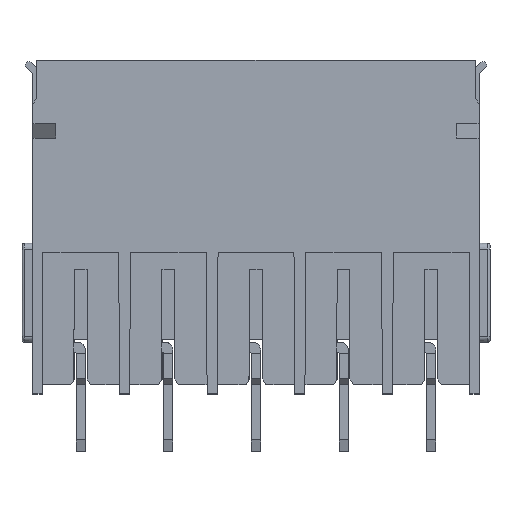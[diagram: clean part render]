
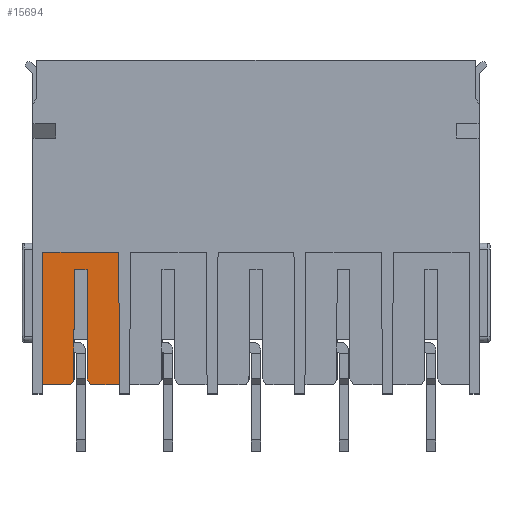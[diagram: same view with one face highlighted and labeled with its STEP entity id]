
A CAD part, top view. The second image highlights one B-rep face of the part: STEP entity #15694.
In plain terms, the highlighted free-form (B-spline) face has degree [1, 1] with [2, 2] control points.
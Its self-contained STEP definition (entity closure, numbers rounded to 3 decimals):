
#2303=CARTESIAN_POINT('',(-3.363,0.8,-1.113));
#2304=VERTEX_POINT('',#2303);
#2310=CARTESIAN_POINT('',(-3.303,12.3,-1.053));
#2311=VERTEX_POINT('',#2310);
#2312=CARTESIAN_POINT('',(-3.363,0.8,-1.113));
#2313=CARTESIAN_POINT('',(-3.303,12.3,-1.053));
#2314=B_SPLINE_CURVE_WITH_KNOTS('',1,(#2312,#2313),.POLYLINE_FORM.,.F.,.U.,(2,2),(0.,1.),.UNSPECIFIED.);
#2315=EDGE_CURVE('',#2304,#2311,#2314,.T.);
#13559=CARTESIAN_POINT('',(3.303,12.3,-1.053));
#13560=VERTEX_POINT('',#13559);
#13566=CARTESIAN_POINT('',(3.363,0.8,-1.113));
#13567=VERTEX_POINT('',#13566);
#13568=CARTESIAN_POINT('',(3.303,12.3,-1.053));
#13569=CARTESIAN_POINT('',(3.363,0.8,-1.113));
#13570=B_SPLINE_CURVE_WITH_KNOTS('',1,(#13568,#13569),.POLYLINE_FORM.,.F.,.U.,(2,2),(0.,1.),.UNSPECIFIED.);
#13571=EDGE_CURVE('',#13560,#13567,#13570,.T.);
#15446=CARTESIAN_POINT('',(-0.85,0.8,-1.113));
#15447=VERTEX_POINT('',#15446);
#15453=CARTESIAN_POINT('',(-0.85,0.8,-1.113));
#15454=CARTESIAN_POINT('',(-3.363,0.8,-1.113));
#15455=B_SPLINE_CURVE_WITH_KNOTS('',1,(#15453,#15454),.POLYLINE_FORM.,.F.,.U.,(2,2),(0.,1.),.UNSPECIFIED.);
#15456=EDGE_CURVE('',#15447,#2304,#15455,.T.);
#15539=CARTESIAN_POINT('',(-0.611,1.199,-1.111));
#15540=VERTEX_POINT('',#15539);
#15541=CARTESIAN_POINT('',(-0.611,1.199,-1.111));
#15542=CARTESIAN_POINT('',(-0.85,0.8,-1.113));
#15543=B_SPLINE_CURVE_WITH_KNOTS('',1,(#15541,#15542),.POLYLINE_FORM.,.F.,.U.,(2,2),(0.,1.),.UNSPECIFIED.);
#15544=EDGE_CURVE('',#15540,#15447,#15543,.T.);
#15583=CARTESIAN_POINT('',(-0.56,10.8,-1.06));
#15584=VERTEX_POINT('',#15583);
#15590=CARTESIAN_POINT('',(-0.56,10.8,-1.06));
#15591=CARTESIAN_POINT('',(-0.611,1.199,-1.111));
#15592=B_SPLINE_CURVE_WITH_KNOTS('',1,(#15590,#15591),.POLYLINE_FORM.,.F.,.U.,(2,2),(0.,1.),.UNSPECIFIED.);
#15593=EDGE_CURVE('',#15584,#15540,#15592,.T.);
#15651=CARTESIAN_POINT('',(23.69,33.19,-0.943));
#15652=CARTESIAN_POINT('',(23.69,-7.59,-1.157));
#15653=CARTESIAN_POINT('',(-17.09,33.19,-0.943));
#15654=CARTESIAN_POINT('',(-17.09,-7.59,-1.157));
#15655=B_SPLINE_SURFACE_WITH_KNOTS('',1,1,((#15651,#15652),(#15653,#15654)),.PLANE_SURF.,.F.,.F.,.U.,(2,2),(2,2),(0.,1.),(0.,1.),.UNSPECIFIED.);
#15656=ORIENTED_EDGE('',*,*,#15544,.F.);
#15657=ORIENTED_EDGE('',*,*,#15593,.F.);
#15658=CARTESIAN_POINT('',(0.55,10.8,-1.06));
#15659=VERTEX_POINT('',#15658);
#15660=CARTESIAN_POINT('',(-0.56,10.8,-1.06));
#15661=CARTESIAN_POINT('',(0.55,10.8,-1.06));
#15662=B_SPLINE_CURVE_WITH_KNOTS('',1,(#15660,#15661),.POLYLINE_FORM.,.F.,.U.,(2,2),(0.,1.),.UNSPECIFIED.);
#15663=EDGE_CURVE('',#15584,#15659,#15662,.T.);
#15664=ORIENTED_EDGE('',*,*,#15663,.T.);
#15665=CARTESIAN_POINT('',(0.55,1.3,-1.11));
#15666=VERTEX_POINT('',#15665);
#15667=CARTESIAN_POINT('',(0.55,10.8,-1.06));
#15668=CARTESIAN_POINT('',(0.55,1.3,-1.11));
#15669=B_SPLINE_CURVE_WITH_KNOTS('',1,(#15667,#15668),.POLYLINE_FORM.,.F.,.U.,(2,2),(0.,1.),.UNSPECIFIED.);
#15670=EDGE_CURVE('',#15659,#15666,#15669,.T.);
#15671=ORIENTED_EDGE('',*,*,#15670,.T.);
#15672=CARTESIAN_POINT('',(0.85,0.8,-1.113));
#15673=VERTEX_POINT('',#15672);
#15674=CARTESIAN_POINT('',(0.55,1.3,-1.11));
#15675=CARTESIAN_POINT('',(0.85,0.8,-1.113));
#15676=B_SPLINE_CURVE_WITH_KNOTS('',1,(#15674,#15675),.POLYLINE_FORM.,.F.,.U.,(2,2),(0.,1.),.UNSPECIFIED.);
#15677=EDGE_CURVE('',#15666,#15673,#15676,.T.);
#15678=ORIENTED_EDGE('',*,*,#15677,.T.);
#15679=CARTESIAN_POINT('',(0.85,0.8,-1.113));
#15680=CARTESIAN_POINT('',(3.363,0.8,-1.113));
#15681=B_SPLINE_CURVE_WITH_KNOTS('',1,(#15679,#15680),.POLYLINE_FORM.,.F.,.U.,(2,2),(0.,1.),.UNSPECIFIED.);
#15682=EDGE_CURVE('',#15673,#13567,#15681,.T.);
#15683=ORIENTED_EDGE('',*,*,#15682,.T.);
#15684=ORIENTED_EDGE('',*,*,#13571,.F.);
#15685=CARTESIAN_POINT('',(3.303,12.3,-1.053));
#15686=CARTESIAN_POINT('',(-3.303,12.3,-1.053));
#15687=B_SPLINE_CURVE_WITH_KNOTS('',1,(#15685,#15686),.POLYLINE_FORM.,.F.,.U.,(2,2),(0.,1.),.UNSPECIFIED.);
#15688=EDGE_CURVE('',#13560,#2311,#15687,.T.);
#15689=ORIENTED_EDGE('',*,*,#15688,.T.);
#15690=ORIENTED_EDGE('',*,*,#2315,.F.);
#15691=ORIENTED_EDGE('',*,*,#15456,.F.);
#15692=EDGE_LOOP('',(#15656,#15657,#15664,#15671,#15678,#15683,#15684,#15689,#15690,#15691));
#15693=FACE_OUTER_BOUND('',#15692,.T.);
#15694=ADVANCED_FACE('',(#15693),#15655,.T.);
